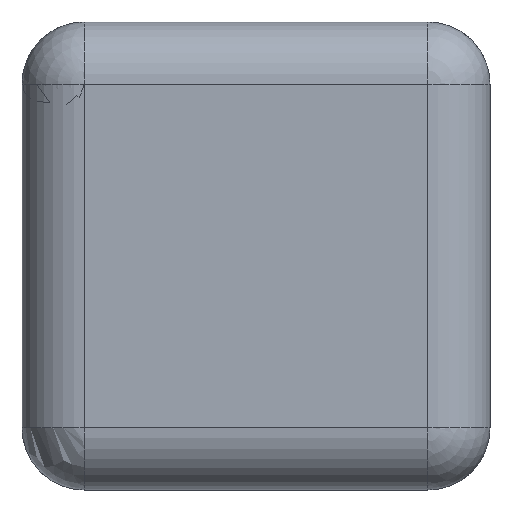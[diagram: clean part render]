
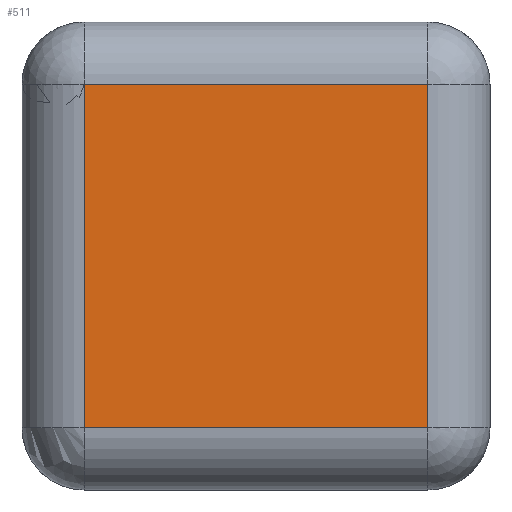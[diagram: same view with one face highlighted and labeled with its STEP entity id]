
A CAD part, left-side view. The second image highlights one B-rep face of the part: STEP entity #511.
In plain terms, the highlighted planar face has unit normal (-1, 0, 0).
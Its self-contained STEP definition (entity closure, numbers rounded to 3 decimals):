
#470=PLANE('',#1354);
#511=ADVANCED_FACE('',(#597),#470,.F.);
#597=FACE_OUTER_BOUND('',#653,.T.);
#653=EDGE_LOOP('',(#966,#967,#968,#969));
#735=LINE('',#2040,#781);
#736=LINE('',#2042,#782);
#737=LINE('',#2044,#783);
#738=LINE('',#2046,#784);
#781=VECTOR('',#1522,1.);
#782=VECTOR('',#1525,1.);
#783=VECTOR('',#1528,1.);
#784=VECTOR('',#1531,1.);
#966=ORIENTED_EDGE('',*,*,#1212,.T.);
#967=ORIENTED_EDGE('',*,*,#1210,.T.);
#968=ORIENTED_EDGE('',*,*,#1213,.F.);
#969=ORIENTED_EDGE('',*,*,#1211,.T.);
#1102=VERTEX_POINT('',#2021);
#1103=VERTEX_POINT('',#2027);
#1104=VERTEX_POINT('',#2031);
#1105=VERTEX_POINT('',#2037);
#1210=EDGE_CURVE('',#1105,#1104,#735,.T.);
#1211=EDGE_CURVE('',#1102,#1103,#736,.T.);
#1212=EDGE_CURVE('',#1103,#1105,#737,.T.);
#1213=EDGE_CURVE('',#1102,#1104,#738,.T.);
#1354=AXIS2_PLACEMENT_3D('',#2048,#1534,#1535);
#1522=DIRECTION('',(0.,0.,1.));
#1525=DIRECTION('',(0.,0.,-1.));
#1528=DIRECTION('',(0.,-1.,0.));
#1531=DIRECTION('',(0.,-1.,0.));
#1534=DIRECTION('',(1.,0.,0.));
#1535=DIRECTION('',(0.,0.,1.));
#2021=CARTESIAN_POINT('',(-0.3,0.28,0.11));
#2027=CARTESIAN_POINT('',(-0.3,0.28,-0.11));
#2031=CARTESIAN_POINT('',(-0.3,0.06,0.11));
#2037=CARTESIAN_POINT('',(-0.3,0.06,-0.11));
#2040=CARTESIAN_POINT('',(-0.3,0.06,0.11));
#2042=CARTESIAN_POINT('',(-0.3,0.28,-0.11));
#2044=CARTESIAN_POINT('',(-0.3,0.32,-0.11));
#2046=CARTESIAN_POINT('',(-0.3,0.32,0.11));
#2048=CARTESIAN_POINT('',(-0.3,0.32,0.11));
